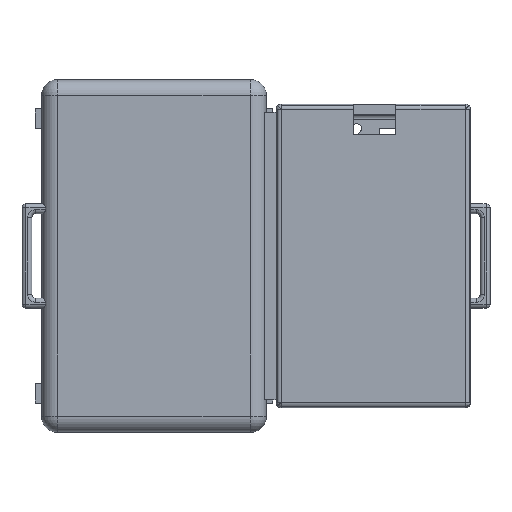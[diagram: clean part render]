
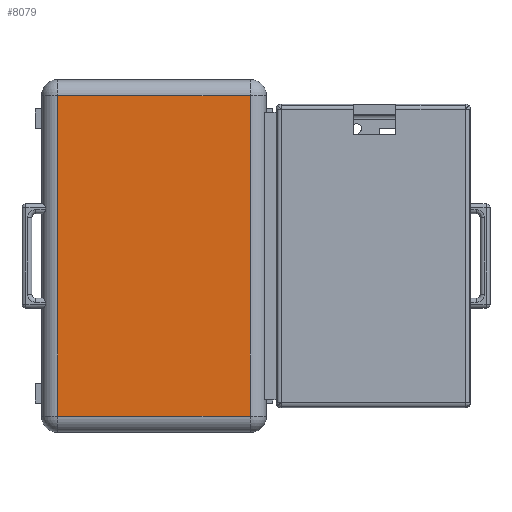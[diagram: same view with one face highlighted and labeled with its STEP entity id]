
A CAD part, top view. The second image highlights one B-rep face of the part: STEP entity #8079.
In plain terms, the highlighted planar face has unit normal (0, 0, 1).
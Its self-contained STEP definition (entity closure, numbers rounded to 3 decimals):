
#206 = EDGE_CURVE ( 'NONE', #20839, #14852, #920, .T. ) ;
#645 = CARTESIAN_POINT ( 'NONE',  ( -29.5, 0., 27.5 ) ) ;
#822 = CARTESIAN_POINT ( 'NONE',  ( 29.5, -49.15, 27.5 ) ) ;
#920 = LINE ( 'NONE', #7110, #16277 ) ;
#1460 = VERTEX_POINT ( 'NONE', #822 ) ;
#2229 = DIRECTION ( 'NONE',  ( -1., 0., 0. ) ) ;
#2973 = ORIENTED_EDGE ( 'NONE', *, *, #206, .T. ) ;
#3234 = EDGE_CURVE ( 'NONE', #14852, #15944, #10841, .T. ) ;
#3557 = CARTESIAN_POINT ( 'NONE',  ( 29.5, 49.15, 27.5 ) ) ;
#4250 = DIRECTION ( 'NONE',  ( 0., -1., 0. ) ) ;
#5589 = VECTOR ( 'NONE', #7342, 1000. ) ;
#5786 = DIRECTION ( 'NONE',  ( 1., 0., 0. ) ) ;
#7110 = CARTESIAN_POINT ( 'NONE',  ( 0., 49.15, 27.5 ) ) ;
#7342 = DIRECTION ( 'NONE',  ( 0., 1., 0. ) ) ;
#8079 = ADVANCED_FACE ( 'NONE', ( #16122 ), #11221, .T. ) ;
#8345 = VECTOR ( 'NONE', #4250, 1000. ) ;
#8766 = ORIENTED_EDGE ( 'NONE', *, *, #19762, .T. ) ;
#9186 = CARTESIAN_POINT ( 'NONE',  ( 29.5, 49.15, 27.5 ) ) ;
#10757 = CARTESIAN_POINT ( 'NONE',  ( -29.5, 49.15, 27.5 ) ) ;
#10833 = ORIENTED_EDGE ( 'NONE', *, *, #14788, .T. ) ;
#10841 = LINE ( 'NONE', #645, #8345 ) ;
#11078 = CARTESIAN_POINT ( 'NONE',  ( 34.5, -49.15, 27.5 ) ) ;
#11221 = PLANE ( 'NONE',  #11992 ) ;
#11417 = DIRECTION ( 'NONE',  ( 1., 0., 0. ) ) ;
#11578 = ORIENTED_EDGE ( 'NONE', *, *, #3234, .T. ) ;
#11992 = AXIS2_PLACEMENT_3D ( 'NONE', #17749, #19697, #11417 ) ;
#12716 = LINE ( 'NONE', #11078, #15254 ) ;
#14788 = EDGE_CURVE ( 'NONE', #15944, #1460, #12716, .T. ) ;
#14852 = VERTEX_POINT ( 'NONE', #10757 ) ;
#15254 = VECTOR ( 'NONE', #5786, 1000. ) ;
#15944 = VERTEX_POINT ( 'NONE', #20456 ) ;
#16122 = FACE_OUTER_BOUND ( 'NONE', #18736, .T. ) ;
#16277 = VECTOR ( 'NONE', #2229, 1000. ) ;
#17749 = CARTESIAN_POINT ( 'NONE',  ( 0., 0., 27.5 ) ) ;
#18736 = EDGE_LOOP ( 'NONE', ( #2973, #11578, #10833, #8766 ) ) ;
#19697 = DIRECTION ( 'NONE',  ( 0., 0., 1. ) ) ;
#19762 = EDGE_CURVE ( 'NONE', #1460, #20839, #20910, .T. ) ;
#20456 = CARTESIAN_POINT ( 'NONE',  ( -29.5, -49.15, 27.5 ) ) ;
#20839 = VERTEX_POINT ( 'NONE', #3557 ) ;
#20910 = LINE ( 'NONE', #9186, #5589 ) ;
